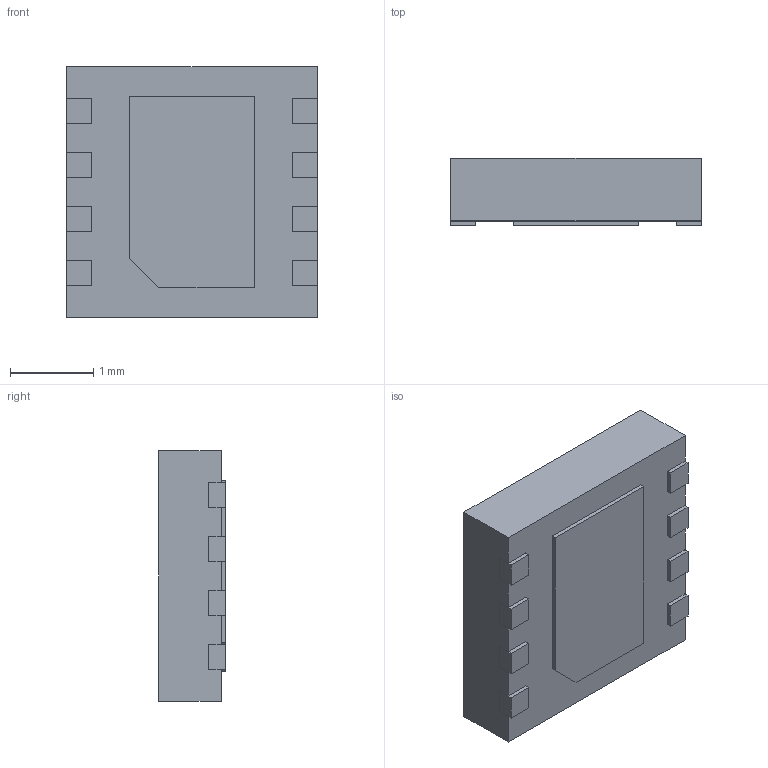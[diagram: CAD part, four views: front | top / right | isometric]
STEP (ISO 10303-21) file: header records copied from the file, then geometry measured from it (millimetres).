
FILE_DESCRIPTION (( 'STEP AP214' ), '1' );
FILE_NAME ('T833+2.STEP', '2020-12-01T17:43:49', ( '' ), ( '' ), 'SwSTEP 2.0', 'SolidWorks 2019', '' );
FILE_SCHEMA (( 'AUTOMOTIVE_DESIGN' ));
Length unit declared in the file: millimetre
Products named in the file (1): T833+2
Bounding box: 3 x 0.8 x 3 mm (x, y, z)
Volume: 7 mm3; surface area: 40.4 mm2
Topology: 10 solids, 10 shells, 99 faces, 234 edges, 156 vertices
Faces by surface type: plane 99
Entity records: 2903 total; most frequent: CARTESIAN_POINT 490, ORIENTED_EDGE 468, DIRECTION 434, EDGE_CURVE 234, VECTOR 234, LINE 234, VERTEX_POINT 156, EDGE_LOOP 100
